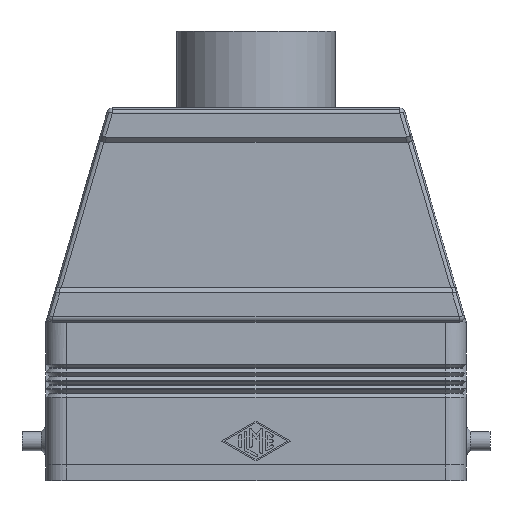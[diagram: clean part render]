
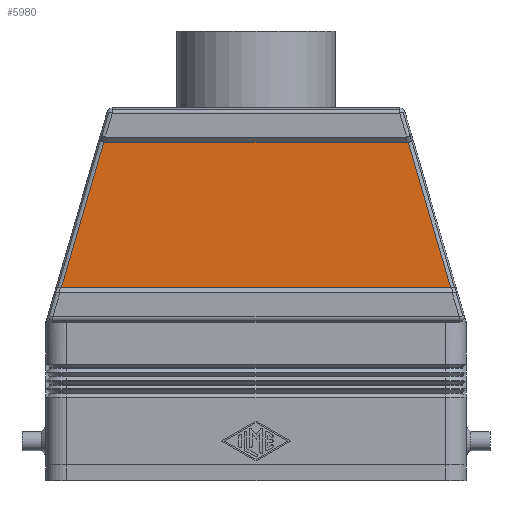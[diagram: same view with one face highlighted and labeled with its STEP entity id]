
A CAD part, front view. The second image highlights one B-rep face of the part: STEP entity #5980.
In plain terms, the highlighted planar face has unit normal (0, -1, 0).
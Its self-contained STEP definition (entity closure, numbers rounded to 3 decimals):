
#723=CARTESIAN_POINT('',(-28.786,-17.,63.992));
#724=VERTEX_POINT('',#723);
#732=CARTESIAN_POINT('',(-28.588,-17.,63.964));
#733=VERTEX_POINT('',#732);
#734=CARTESIAN_POINT('',(-28.382,-17.,65.378));
#735=DIRECTION('',(0.,-1.,0.));
#736=DIRECTION('',(-0.28,0.,-0.96));
#737=AXIS2_PLACEMENT_3D('',#734,#735,#736);
#738=ELLIPSE('',#737,1.444,1.0);
#739=EDGE_CURVE('',#724,#733,#738,.T.);
#1245=CARTESIAN_POINT('',(28.588,-17.,63.964));
#1246=VERTEX_POINT('',#1245);
#1253=CARTESIAN_POINT('',(28.786,-17.,63.992));
#1254=VERTEX_POINT('',#1253);
#1255=CARTESIAN_POINT('',(28.382,-17.,65.378));
#1256=DIRECTION('',(0.0,-1.0,0.0));
#1257=DIRECTION('',(0.28,0.0,-0.96));
#1258=AXIS2_PLACEMENT_3D('',#1255,#1256,#1257);
#1259=ELLIPSE('',#1258,1.444,1.);
#1260=EDGE_CURVE('',#1246,#1254,#1259,.T.);
#1395=CARTESIAN_POINT('',(36.801,-17.,36.536));
#1396=VERTEX_POINT('',#1395);
#1397=CARTESIAN_POINT('',(28.786,-17.,63.992));
#1398=DIRECTION('',(0.28,0.0,-0.96));
#1399=VECTOR('',#1398,28.602);
#1400=LINE('',#1397,#1399);
#1401=EDGE_CURVE('',#1254,#1396,#1400,.T.);
#1486=CARTESIAN_POINT('',(-36.801,-17.,36.536));
#1487=VERTEX_POINT('',#1486);
#1495=CARTESIAN_POINT('',(-36.801,-17.,36.536));
#1496=DIRECTION('',(0.28,0.0,0.96));
#1497=VECTOR('',#1496,28.602);
#1498=LINE('',#1495,#1497);
#1499=EDGE_CURVE('',#1487,#724,#1498,.T.);
#5944=CARTESIAN_POINT('',(36.801,-17.,36.536));
#5945=DIRECTION('',(-1.0,0.0,0.0));
#5946=VECTOR('',#5945,73.601);
#5947=LINE('',#5944,#5946);
#5948=EDGE_CURVE('',#1396,#1487,#5947,.T.);
#5962=CARTESIAN_POINT('',(0.0,-17.,36.536));
#5963=DIRECTION('',(0.0,1.0,0.0));
#5964=DIRECTION('',(0.0,0.0,1.0));
#5965=AXIS2_PLACEMENT_3D('',#5962,#5963,#5964);
#5966=PLANE('',#5965);
#5967=ORIENTED_EDGE('',*,*,#1401,.F.);
#5968=ORIENTED_EDGE('',*,*,#1260,.F.);
#5969=CARTESIAN_POINT('',(28.588,-17.,63.964));
#5970=DIRECTION('',(-1.0,0.0,0.0));
#5971=VECTOR('',#5970,57.176);
#5972=LINE('',#5969,#5971);
#5973=EDGE_CURVE('',#1246,#733,#5972,.T.);
#5974=ORIENTED_EDGE('',*,*,#5973,.T.);
#5975=ORIENTED_EDGE('',*,*,#739,.F.);
#5976=ORIENTED_EDGE('',*,*,#1499,.F.);
#5977=ORIENTED_EDGE('',*,*,#5948,.F.);
#5978=EDGE_LOOP('',(#5967,#5968,#5974,#5975,#5976,#5977));
#5979=FACE_OUTER_BOUND('',#5978,.T.);
#5980=ADVANCED_FACE('',(#5979),#5966,.F.);
